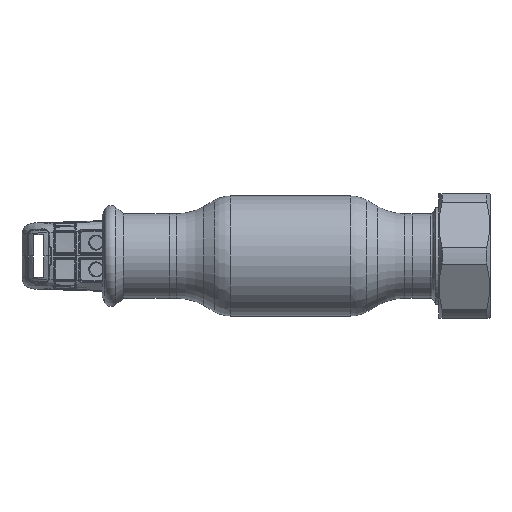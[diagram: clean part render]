
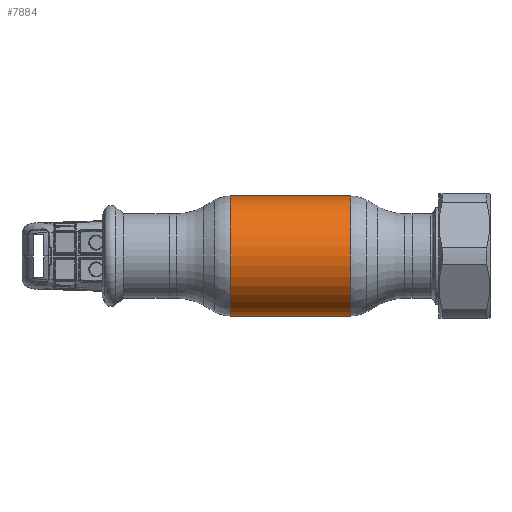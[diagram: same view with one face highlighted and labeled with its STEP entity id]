
A CAD part, front view. The second image highlights one B-rep face of the part: STEP entity #7884.
In plain terms, the highlighted cylindrical face has radius 22.25 mm (diameter 44.5 mm), a partial arc.
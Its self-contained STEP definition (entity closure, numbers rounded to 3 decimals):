
#360 = CIRCLE ( 'NONE', #18665, 22.25 ) ;
#517 = ORIENTED_EDGE ( 'NONE', *, *, #30018, .F. ) ;
#1051 = DIRECTION ( 'NONE',  ( -1., 0., 0. ) ) ;
#1233 = CARTESIAN_POINT ( 'NONE',  ( -22.285, 0., 0. ) ) ;
#2647 = DIRECTION ( 'NONE',  ( 0., 0., 1. ) ) ;
#2868 = EDGE_CURVE ( 'NONE', #42581, #6960, #29545, .T. ) ;
#6870 = DIRECTION ( 'NONE',  ( -1., 0., 0. ) ) ;
#6960 = VERTEX_POINT ( 'NONE', #8470 ) ;
#7884 = ADVANCED_FACE ( 'NONE', ( #44077 ), #15285, .T. ) ;
#8470 = CARTESIAN_POINT ( 'NONE',  ( -22.285, 0., 22.25 ) ) ;
#9913 = ORIENTED_EDGE ( 'NONE', *, *, #2868, .F. ) ;
#14044 = AXIS2_PLACEMENT_3D ( 'NONE', #1233, #49745, #15226 ) ;
#15068 = VERTEX_POINT ( 'NONE', #18650 ) ;
#15226 = DIRECTION ( 'NONE',  ( 0., 0., 1. ) ) ;
#15285 = CYLINDRICAL_SURFACE ( 'NONE', #21156, 22.25 ) ;
#15590 = CARTESIAN_POINT ( 'NONE',  ( -62.69, 0., 0. ) ) ;
#17431 = CARTESIAN_POINT ( 'NONE',  ( 22.285, 0., 0. ) ) ;
#18650 = CARTESIAN_POINT ( 'NONE',  ( 22.285, 0., 22.25 ) ) ;
#18665 = AXIS2_PLACEMENT_3D ( 'NONE', #17431, #26950, #26524 ) ;
#20390 = EDGE_CURVE ( 'NONE', #23037, #15068, #360, .T. ) ;
#21156 = AXIS2_PLACEMENT_3D ( 'NONE', #15590, #6870, #2647 ) ;
#23037 = VERTEX_POINT ( 'NONE', #34754 ) ;
#23093 = VECTOR ( 'NONE', #1051, 1000. ) ;
#23688 = ORIENTED_EDGE ( 'NONE', *, *, #53937, .T. ) ;
#24565 = EDGE_LOOP ( 'NONE', ( #517, #57275, #23688, #9913 ) ) ;
#26524 = DIRECTION ( 'NONE',  ( 0., 0., 1. ) ) ;
#26950 = DIRECTION ( 'NONE',  ( -1., 0., 0. ) ) ;
#27091 = VECTOR ( 'NONE', #58873, 1000. ) ;
#29545 = CIRCLE ( 'NONE', #14044, 22.25 ) ;
#30018 = EDGE_CURVE ( 'NONE', #23037, #42581, #35960, .T. ) ;
#34754 = CARTESIAN_POINT ( 'NONE',  ( 22.285, 0., -22.25 ) ) ;
#34890 = CARTESIAN_POINT ( 'NONE',  ( -62.69, 0., 22.25 ) ) ;
#35960 = LINE ( 'NONE', #40230, #23093 ) ;
#40230 = CARTESIAN_POINT ( 'NONE',  ( -62.69, 0., -22.25 ) ) ;
#42581 = VERTEX_POINT ( 'NONE', #49295 ) ;
#44077 = FACE_OUTER_BOUND ( 'NONE', #24565, .T. ) ;
#46063 = LINE ( 'NONE', #34890, #27091 ) ;
#49295 = CARTESIAN_POINT ( 'NONE',  ( -22.285, 0., -22.25 ) ) ;
#49745 = DIRECTION ( 'NONE',  ( -1., 0., 0. ) ) ;
#53937 = EDGE_CURVE ( 'NONE', #15068, #6960, #46063, .T. ) ;
#57275 = ORIENTED_EDGE ( 'NONE', *, *, #20390, .T. ) ;
#58873 = DIRECTION ( 'NONE',  ( -1., 0., 0. ) ) ;
